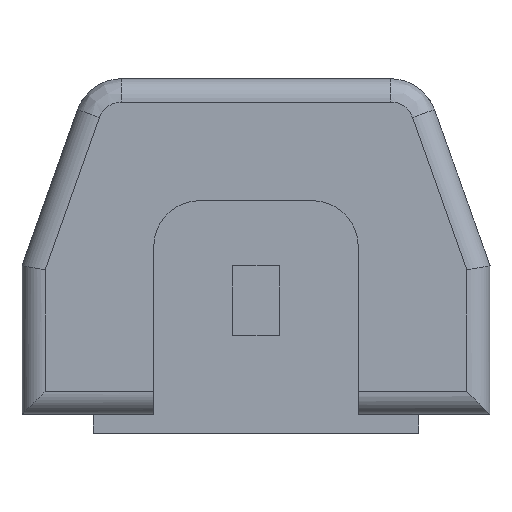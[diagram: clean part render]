
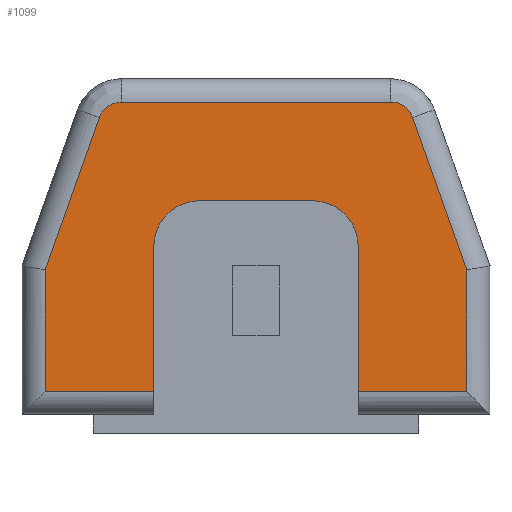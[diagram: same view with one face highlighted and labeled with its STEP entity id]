
A CAD part, left-side view. The second image highlights one B-rep face of the part: STEP entity #1099.
In plain terms, the highlighted planar face has unit normal (-1, 0, 0).
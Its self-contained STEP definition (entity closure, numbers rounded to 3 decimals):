
#22 = VERTEX_POINT('',#23);
#23 = CARTESIAN_POINT('',(-4.715,1.1,0.45));
#32 = VERTEX_POINT('',#33);
#33 = CARTESIAN_POINT('',(-4.715,-1.1,0.45));
#687 = EDGE_CURVE('',#688,#32,#690,.T.);
#688 = VERTEX_POINT('',#689);
#689 = CARTESIAN_POINT('',(-4.715,-2.265,0.45));
#690 = LINE('',#691,#692);
#691 = CARTESIAN_POINT('',(-4.715,0.,0.45));
#692 = VECTOR('',#693,1.);
#693 = DIRECTION('',(0.,1.,0.));
#696 = EDGE_CURVE('',#697,#22,#699,.T.);
#697 = VERTEX_POINT('',#698);
#698 = CARTESIAN_POINT('',(-4.715,2.265,0.45));
#699 = LINE('',#700,#701);
#700 = CARTESIAN_POINT('',(-4.715,1.259,0.45));
#701 = VECTOR('',#702,1.);
#702 = DIRECTION('',(0.,-1.,0.));
#754 = VERTEX_POINT('',#755);
#755 = CARTESIAN_POINT('',(-4.715,1.447,3.56
    ));
#762 = EDGE_CURVE('',#754,#763,#765,.T.);
#763 = VERTEX_POINT('',#764);
#764 = CARTESIAN_POINT('',(-4.715,-1.447,3.56
    ));
#765 = LINE('',#766,#767);
#766 = CARTESIAN_POINT('',(-4.715,0.,3.56));
#767 = VECTOR('',#768,1.);
#768 = DIRECTION('',(0.,-1.,0.));
#1058 = EDGE_CURVE('',#1059,#754,#1061,.T.);
#1059 = VERTEX_POINT('',#1060);
#1060 = CARTESIAN_POINT('',(-4.715,1.683,
    3.394));
#1061 = ( BOUNDED_CURVE() B_SPLINE_CURVE(3,(#1062,#1063,#1064,#1065),
.UNSPECIFIED.,.F.,.F.) B_SPLINE_CURVE_WITH_KNOTS((4,4),(0.,1.),
.PIECEWISE_BEZIER_KNOTS.) CURVE() GEOMETRIC_REPRESENTATION_ITEM() 
RATIONAL_B_SPLINE_CURVE((1.,0.878,0.878,1.)) 
REPRESENTATION_ITEM('') );
#1062 = CARTESIAN_POINT('',(-4.715,1.683,
    3.394));
#1063 = CARTESIAN_POINT('',(-4.715,1.646,
    3.497));
#1064 = CARTESIAN_POINT('',(-4.715,1.557,3.56));
#1065 = CARTESIAN_POINT('',(-4.715,1.447,
    3.56));
#1099 = ADVANCED_FACE('',(#1100),#1185,.T.);
#1100 = FACE_BOUND('',#1101,.T.);
#1101 = EDGE_LOOP('',(#1102,#1110,#1118,#1127,#1128,#1129,#1137,#1143,
    #1144,#1152,#1161,#1169,#1178,#1184));
#1102 = ORIENTED_EDGE('',*,*,#1103,.F.);
#1103 = EDGE_CURVE('',#1104,#688,#1106,.T.);
#1104 = VERTEX_POINT('',#1105);
#1105 = CARTESIAN_POINT('',(-4.715,-2.265,
    1.757));
#1106 = LINE('',#1107,#1108);
#1107 = CARTESIAN_POINT('',(-4.715,-2.265,0.)
  );
#1108 = VECTOR('',#1109,1.);
#1109 = DIRECTION('',(0.,0.,-1.));
#1110 = ORIENTED_EDGE('',*,*,#1111,.T.);
#1111 = EDGE_CURVE('',#1104,#1112,#1114,.T.);
#1112 = VERTEX_POINT('',#1113);
#1113 = CARTESIAN_POINT('',(-4.715,-1.683,
    3.394));
#1114 = LINE('',#1115,#1116);
#1115 = CARTESIAN_POINT('',(-4.715,-1.98,
    2.559));
#1116 = VECTOR('',#1117,1.);
#1117 = DIRECTION('',(0.,0.335,0.942)
  );
#1118 = ORIENTED_EDGE('',*,*,#1119,.T.);
#1119 = EDGE_CURVE('',#1112,#763,#1120,.T.);
#1120 = B_SPLINE_CURVE_WITH_KNOTS('',3,(#1121,#1122,#1123,#1124,#1125,
    #1126),.UNSPECIFIED.,.F.,.F.,(4,2,4),(0.,0.5,1.),
  .UNSPECIFIED.);
#1121 = CARTESIAN_POINT('',(-4.715,-1.683,
    3.394));
#1122 = CARTESIAN_POINT('',(-4.715,-1.664,
    3.444));
#1123 = CARTESIAN_POINT('',(-4.715,-1.634,
    3.484));
#1124 = CARTESIAN_POINT('',(-4.715,-1.548,
    3.544));
#1125 = CARTESIAN_POINT('',(-4.715,-1.5,
    3.56));
#1126 = CARTESIAN_POINT('',(-4.715,-1.447,
    3.56));
#1127 = ORIENTED_EDGE('',*,*,#762,.F.);
#1128 = ORIENTED_EDGE('',*,*,#1058,.F.);
#1129 = ORIENTED_EDGE('',*,*,#1130,.T.);
#1130 = EDGE_CURVE('',#1059,#1131,#1133,.T.);
#1131 = VERTEX_POINT('',#1132);
#1132 = CARTESIAN_POINT('',(-4.715,2.265,1.757
    ));
#1133 = LINE('',#1134,#1135);
#1134 = CARTESIAN_POINT('',(-4.715,1.983,2.551)
  );
#1135 = VECTOR('',#1136,1.);
#1136 = DIRECTION('',(0.,0.335,-0.942
    ));
#1137 = ORIENTED_EDGE('',*,*,#1138,.F.);
#1138 = EDGE_CURVE('',#697,#1131,#1139,.T.);
#1139 = LINE('',#1140,#1141);
#1140 = CARTESIAN_POINT('',(-4.715,2.265,0.)
  );
#1141 = VECTOR('',#1142,1.);
#1142 = DIRECTION('',(0.,0.,1.));
#1143 = ORIENTED_EDGE('',*,*,#696,.T.);
#1144 = ORIENTED_EDGE('',*,*,#1145,.F.);
#1145 = EDGE_CURVE('',#1146,#22,#1148,.T.);
#1146 = VERTEX_POINT('',#1147);
#1147 = CARTESIAN_POINT('',(-4.715,1.1,2.));
#1148 = LINE('',#1149,#1150);
#1149 = CARTESIAN_POINT('',(-4.715,1.1,0.)
  );
#1150 = VECTOR('',#1151,1.);
#1151 = DIRECTION('',(0.,0.,-1.));
#1152 = ORIENTED_EDGE('',*,*,#1153,.F.);
#1153 = EDGE_CURVE('',#1154,#1146,#1156,.T.);
#1154 = VERTEX_POINT('',#1155);
#1155 = CARTESIAN_POINT('',(-4.715,0.6,2.5));
#1156 = CIRCLE('',#1157,0.5);
#1157 = AXIS2_PLACEMENT_3D('',#1158,#1159,#1160);
#1158 = CARTESIAN_POINT('',(-4.715,0.6,2.));
#1159 = DIRECTION('',(-1.,0.,0.));
#1160 = DIRECTION('',(0.,0.,1.));
#1161 = ORIENTED_EDGE('',*,*,#1162,.F.);
#1162 = EDGE_CURVE('',#1163,#1154,#1165,.T.);
#1163 = VERTEX_POINT('',#1164);
#1164 = CARTESIAN_POINT('',(-4.715,-0.6,2.5));
#1165 = LINE('',#1166,#1167);
#1166 = CARTESIAN_POINT('',(-4.715,0.,2.5));
#1167 = VECTOR('',#1168,1.);
#1168 = DIRECTION('',(0.,1.,0.));
#1169 = ORIENTED_EDGE('',*,*,#1170,.F.);
#1170 = EDGE_CURVE('',#1171,#1163,#1173,.T.);
#1171 = VERTEX_POINT('',#1172);
#1172 = CARTESIAN_POINT('',(-4.715,-1.1,2.));
#1173 = CIRCLE('',#1174,0.5);
#1174 = AXIS2_PLACEMENT_3D('',#1175,#1176,#1177);
#1175 = CARTESIAN_POINT('',(-4.715,-0.6,2.));
#1176 = DIRECTION('',(-1.,0.,0.));
#1177 = DIRECTION('',(0.,0.,1.));
#1178 = ORIENTED_EDGE('',*,*,#1179,.F.);
#1179 = EDGE_CURVE('',#32,#1171,#1180,.T.);
#1180 = LINE('',#1181,#1182);
#1181 = CARTESIAN_POINT('',(-4.715,-1.1,0.)
  );
#1182 = VECTOR('',#1183,1.);
#1183 = DIRECTION('',(0.,0.,1.));
#1184 = ORIENTED_EDGE('',*,*,#687,.F.);
#1185 = PLANE('',#1186);
#1186 = AXIS2_PLACEMENT_3D('',#1187,#1188,#1189);
#1187 = CARTESIAN_POINT('',(-4.715,0.,
    0.));
#1188 = DIRECTION('',(-1.,0.,0.));
#1189 = DIRECTION('',(0.,0.,1.));
